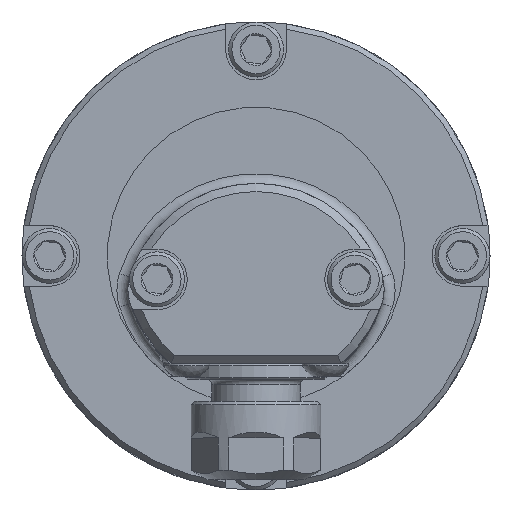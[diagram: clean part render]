
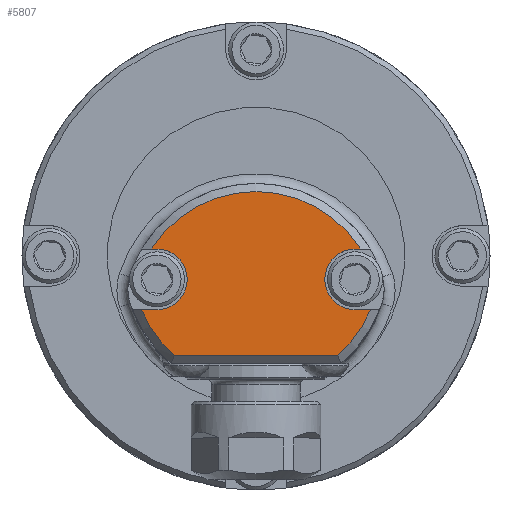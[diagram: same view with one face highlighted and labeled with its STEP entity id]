
A CAD part, top view. The second image highlights one B-rep face of the part: STEP entity #5807.
In plain terms, the highlighted planar face has unit normal (0, 0, 1).
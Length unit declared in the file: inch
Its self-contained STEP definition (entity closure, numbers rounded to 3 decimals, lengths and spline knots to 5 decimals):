
#11 = ORIENTED_EDGE ( 'NONE', *, *, #3106, .T. ) ;
#56 = CARTESIAN_POINT ( 'NONE',  ( 0., -0.045, 5. ) ) ;
#103 = DIRECTION ( 'NONE',  ( 1., 0., 0. ) ) ;
#185 = CARTESIAN_POINT ( 'NONE',  ( -0.59336, 0.031, 5. ) ) ;
#297 = EDGE_CURVE ( 'NONE', #2543, #556, #7281, .T. ) ;
#325 = VERTEX_POINT ( 'NONE', #1864 ) ;
#556 = VERTEX_POINT ( 'NONE', #5950 ) ;
#598 = CARTESIAN_POINT ( 'NONE',  ( 0.562, -0.313, 5. ) ) ;
#629 = DIRECTION ( 'NONE',  ( 1., 0., 0. ) ) ;
#720 = EDGE_CURVE ( 'NONE', #2543, #916, #2550, .T. ) ;
#906 = CARTESIAN_POINT ( 'NONE',  ( -0.562, -0.313, 5. ) ) ;
#916 = VERTEX_POINT ( 'NONE', #185 ) ;
#943 = ORIENTED_EDGE ( 'NONE', *, *, #297, .F. ) ;
#1077 = ORIENTED_EDGE ( 'NONE', *, *, #720, .T. ) ;
#1097 = CARTESIAN_POINT ( 'NONE',  ( 0.562, -0.141, 5. ) ) ;
#1217 = VECTOR ( 'NONE', #2931, 39.37008 ) ;
#1251 = PLANE ( 'NONE',  #1935 ) ;
#1263 = CARTESIAN_POINT ( 'NONE',  ( 0.48153, -0.573, 5. ) ) ;
#1340 = VECTOR ( 'NONE', #4992, 39.37008 ) ;
#1399 = EDGE_CURVE ( 'NONE', #556, #6948, #6010, .T. ) ;
#1470 = ORIENTED_EDGE ( 'NONE', *, *, #1399, .F. ) ;
#1513 = EDGE_CURVE ( 'NONE', #7154, #325, #4425, .T. ) ;
#1669 = DIRECTION ( 'NONE',  ( 1., 0., 0. ) ) ;
#1680 = VERTEX_POINT ( 'NONE', #2532 ) ;
#1829 = CARTESIAN_POINT ( 'NONE',  ( -0.562, 0.031, 5. ) ) ;
#1835 = DIRECTION ( 'NONE',  ( 0., 0., 1. ) ) ;
#1861 = AXIS2_PLACEMENT_3D ( 'NONE', #2291, #6344, #2874 ) ;
#1864 = CARTESIAN_POINT ( 'NONE',  ( -0.46414, -0.573, 5. ) ) ;
#1935 = AXIS2_PLACEMENT_3D ( 'NONE', #6443, #1835, #5869 ) ;
#2088 = EDGE_CURVE ( 'NONE', #6948, #2517, #2153, .T. ) ;
#2090 = AXIS2_PLACEMENT_3D ( 'NONE', #56, #4119, #629 ) ;
#2117 = VECTOR ( 'NONE', #5780, 39.37008 ) ;
#2153 = LINE ( 'NONE', #598, #2117 ) ;
#2230 = VERTEX_POINT ( 'NONE', #7073 ) ;
#2291 = CARTESIAN_POINT ( 'NONE',  ( 0., -0.045, 5. ) ) ;
#2491 = EDGE_CURVE ( 'NONE', #2230, #6009, #5739, .T. ) ;
#2517 = VERTEX_POINT ( 'NONE', #6884 ) ;
#2532 = CARTESIAN_POINT ( 'NONE',  ( 0.46414, -0.573, 5. ) ) ;
#2543 = VERTEX_POINT ( 'NONE', #4008 ) ;
#2550 = CIRCLE ( 'NONE', #3697, 0.703 ) ;
#2557 = ORIENTED_EDGE ( 'NONE', *, *, #2491, .F. ) ;
#2672 = AXIS2_PLACEMENT_3D ( 'NONE', #3394, #7433, #3987 ) ;
#2719 = CARTESIAN_POINT ( 'NONE',  ( 0.562, 0.031, 5. ) ) ;
#2732 = DIRECTION ( 'NONE',  ( -1., 0., 0. ) ) ;
#2749 = LINE ( 'NONE', #1829, #1217 ) ;
#2874 = DIRECTION ( 'NONE',  ( 1., 0., 0. ) ) ;
#2931 = DIRECTION ( 'NONE',  ( -1., 0., 0. ) ) ;
#3060 = ORIENTED_EDGE ( 'NONE', *, *, #1513, .T. ) ;
#3061 = LINE ( 'NONE', #906, #1340 ) ;
#3106 = EDGE_CURVE ( 'NONE', #1680, #2517, #5313, .T. ) ;
#3343 = EDGE_LOOP ( 'NONE', ( #5688, #3060, #5502, #11, #6356, #1470, #943, #1077, #7144, #2557 ) ) ;
#3394 = CARTESIAN_POINT ( 'NONE',  ( -0.562, -0.141, 5. ) ) ;
#3697 = AXIS2_PLACEMENT_3D ( 'NONE', #5633, #5587, #5554 ) ;
#3706 = EDGE_CURVE ( 'NONE', #7154, #2230, #3061, .T. ) ;
#3987 = DIRECTION ( 'NONE',  ( 1., 0., 0. ) ) ;
#4008 = CARTESIAN_POINT ( 'NONE',  ( 0.59336, 0.031, 5. ) ) ;
#4104 = CARTESIAN_POINT ( 'NONE',  ( -0.64991, -0.313, 5. ) ) ;
#4119 = DIRECTION ( 'NONE',  ( 0., 0., 1. ) ) ;
#4390 = CARTESIAN_POINT ( 'NONE',  ( 0.562, -0.313, 5. ) ) ;
#4425 = CIRCLE ( 'NONE', #2090, 0.703 ) ;
#4992 = DIRECTION ( 'NONE',  ( 1., 0., 0. ) ) ;
#5154 = DIRECTION ( 'NONE',  ( 0., 0., 1. ) ) ;
#5313 = CIRCLE ( 'NONE', #1861, 0.703 ) ;
#5493 = CARTESIAN_POINT ( 'NONE',  ( -0.562, 0.031, 5. ) ) ;
#5502 = ORIENTED_EDGE ( 'NONE', *, *, #6700, .T. ) ;
#5554 = DIRECTION ( 'NONE',  ( 1., 0., 0. ) ) ;
#5587 = DIRECTION ( 'NONE',  ( 0., 0., 1. ) ) ;
#5633 = CARTESIAN_POINT ( 'NONE',  ( 0., -0.346, 5. ) ) ;
#5642 = LINE ( 'NONE', #1263, #7185 ) ;
#5688 = ORIENTED_EDGE ( 'NONE', *, *, #3706, .F. ) ;
#5739 = CIRCLE ( 'NONE', #2672, 0.172 ) ;
#5744 = FACE_OUTER_BOUND ( 'NONE', #3343, .T. ) ;
#5780 = DIRECTION ( 'NONE',  ( 1., 0., 0. ) ) ;
#5807 = ADVANCED_FACE ( 'NONE', ( #5744 ), #1251, .T. ) ;
#5869 = DIRECTION ( 'NONE',  ( 1., 0., 0. ) ) ;
#5950 = CARTESIAN_POINT ( 'NONE',  ( 0.562, 0.031, 5. ) ) ;
#6009 = VERTEX_POINT ( 'NONE', #5493 ) ;
#6010 = CIRCLE ( 'NONE', #6096, 0.172 ) ;
#6096 = AXIS2_PLACEMENT_3D ( 'NONE', #1097, #5154, #1669 ) ;
#6344 = DIRECTION ( 'NONE',  ( 0., 0., 1. ) ) ;
#6356 = ORIENTED_EDGE ( 'NONE', *, *, #2088, .F. ) ;
#6443 = CARTESIAN_POINT ( 'NONE',  ( 0., -0.045, 5. ) ) ;
#6690 = EDGE_CURVE ( 'NONE', #6009, #916, #2749, .T. ) ;
#6700 = EDGE_CURVE ( 'NONE', #325, #1680, #5642, .T. ) ;
#6884 = CARTESIAN_POINT ( 'NONE',  ( 0.64991, -0.313, 5. ) ) ;
#6948 = VERTEX_POINT ( 'NONE', #4390 ) ;
#7067 = VECTOR ( 'NONE', #2732, 39.37008 ) ;
#7073 = CARTESIAN_POINT ( 'NONE',  ( -0.562, -0.313, 5. ) ) ;
#7144 = ORIENTED_EDGE ( 'NONE', *, *, #6690, .F. ) ;
#7154 = VERTEX_POINT ( 'NONE', #4104 ) ;
#7185 = VECTOR ( 'NONE', #103, 39.37008 ) ;
#7281 = LINE ( 'NONE', #2719, #7067 ) ;
#7433 = DIRECTION ( 'NONE',  ( 0., 0., 1. ) ) ;
